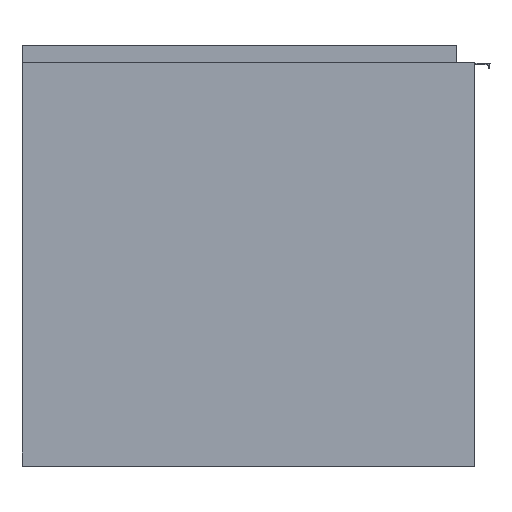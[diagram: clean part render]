
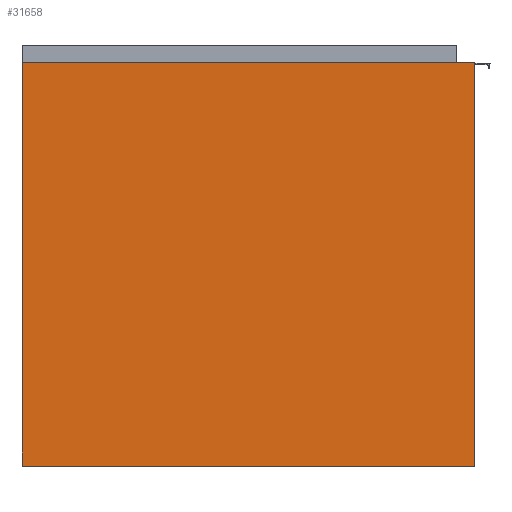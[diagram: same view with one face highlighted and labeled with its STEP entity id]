
A CAD part, left-side view. The second image highlights one B-rep face of the part: STEP entity #31658.
In plain terms, the highlighted planar face has unit normal (-1, 0, 0).
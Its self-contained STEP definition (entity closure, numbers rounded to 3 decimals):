
#3127=FACE_OUTER_BOUND('',#4977,.T.);
#4977=EDGE_LOOP('',(#24558,#24559,#24560,#24561));
#7658=LINE('',#48854,#11045);
#7662=LINE('',#48862,#11049);
#7665=LINE('',#48868,#11052);
#7668=LINE('',#48873,#11055);
#11045=VECTOR('',#39472,462.);
#11049=VECTOR('',#39478,412.);
#11052=VECTOR('',#39483,462.);
#11055=VECTOR('',#39488,412.);
#14188=VERTEX_POINT('',#48852);
#14189=VERTEX_POINT('',#48853);
#14192=VERTEX_POINT('',#48861);
#14194=VERTEX_POINT('',#48867);
#17918=EDGE_CURVE('',#14188,#14189,#7658,.T.);
#17922=EDGE_CURVE('',#14192,#14188,#7662,.T.);
#17925=EDGE_CURVE('',#14194,#14192,#7665,.T.);
#17928=EDGE_CURVE('',#14189,#14194,#7668,.T.);
#24558=ORIENTED_EDGE('',*,*,#17928,.F.);
#24559=ORIENTED_EDGE('',*,*,#17918,.F.);
#24560=ORIENTED_EDGE('',*,*,#17922,.F.);
#24561=ORIENTED_EDGE('',*,*,#17925,.F.);
#30318=PLANE('',#33866);
#31658=ADVANCED_FACE('',(#3127),#30318,.F.);
#33866=AXIS2_PLACEMENT_3D('',#48876,#39492,#39493);
#39472=DIRECTION('',(0.,1.,0.));
#39478=DIRECTION('',(0.,0.,-1.));
#39483=DIRECTION('',(0.,-1.,0.));
#39488=DIRECTION('',(0.,0.,1.));
#39492=DIRECTION('center_axis',(1.,0.,0.));
#39493=DIRECTION('ref_axis',(0.,0.,-1.));
#48852=CARTESIAN_POINT('',(0.,0.,0.));
#48853=CARTESIAN_POINT('',(0.,462.,0.));
#48854=CARTESIAN_POINT('',(0.,0.,0.));
#48861=CARTESIAN_POINT('',(0.,0.,412.));
#48862=CARTESIAN_POINT('',(0.,0.,412.));
#48867=CARTESIAN_POINT('',(0.,462.,412.));
#48868=CARTESIAN_POINT('',(0.,462.,412.));
#48873=CARTESIAN_POINT('',(0.,462.,0.));
#48876=CARTESIAN_POINT('Origin',(0.,231.,206.));
